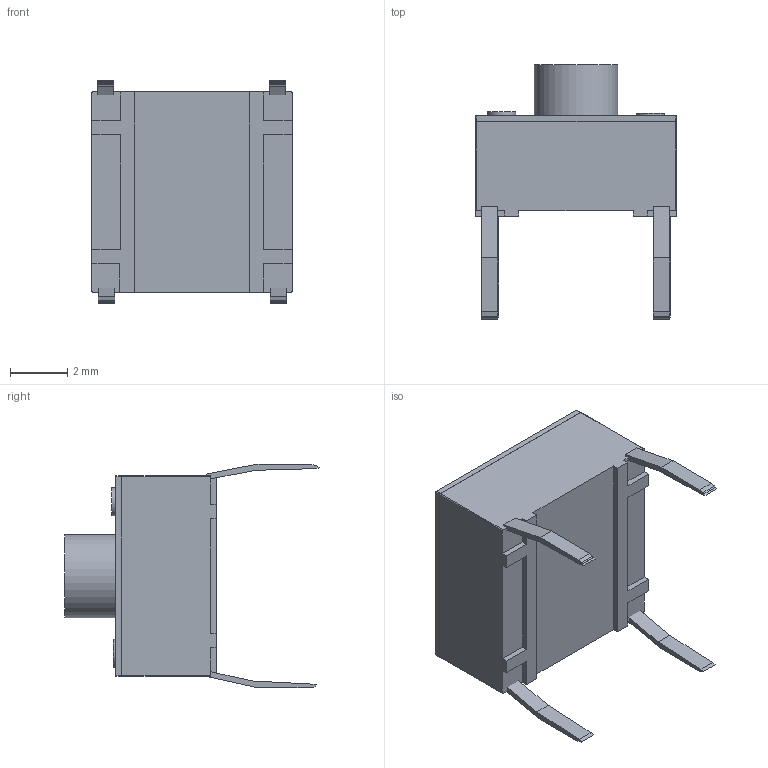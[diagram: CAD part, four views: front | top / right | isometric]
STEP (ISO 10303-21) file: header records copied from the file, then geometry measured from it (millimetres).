
FILE_DESCRIPTION(/* description */ (''),/* implementation_level */ '2;1');
FILE_NAME(/* name */ 'switch.step',/* time_stamp */ '2024-06-29T12:51:47+05:30',/* author */ (''),/* organization */ (''),/* preprocessor_version */ 'ST-DEVELOPER v20',/* originating_system */ 'Autodesk Translation Framework v13.14.0.145',/* authorisation */ '');
FILE_SCHEMA (('AUTOMOTIVE_DESIGN { 1 0 10303 214 3 1 1 }'));
Length unit declared in the file: millimetre
Products named in the file (1): switch (v1~recovered)
Bounding box: 7 x 8.9 x 7.82 mm (x, y, z)
Volume: 176.9 mm3; surface area: 364.1 mm2
Topology: 11 solids, 11 shells, 116 faces, 276 edges, 184 vertices
Faces by surface type: plane 96, cylinder 20
Full cylindrical faces by diameter (mm): 0.98 x4, 1 x4, 2.906 x2, 3 x2
Entity records: 3391 total; most frequent: CARTESIAN_POINT 577, ORIENTED_EDGE 552, DIRECTION 550, EDGE_CURVE 276, LINE 236, VECTOR 236, VERTEX_POINT 184, AXIS2_PLACEMENT_3D 157
